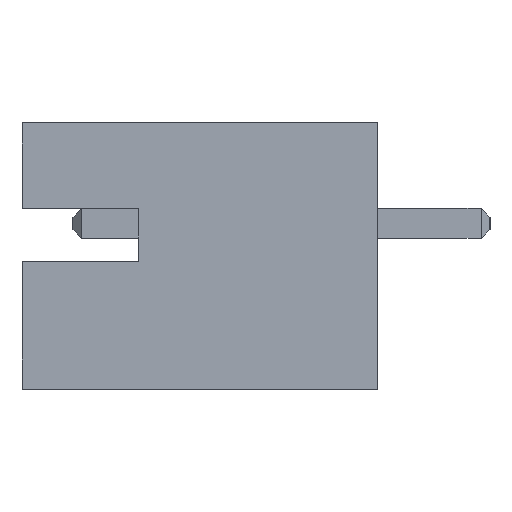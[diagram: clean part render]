
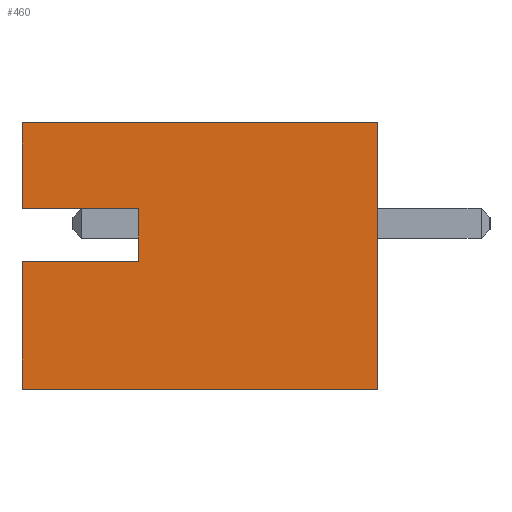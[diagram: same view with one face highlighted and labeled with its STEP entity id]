
A CAD part, left-side view. The second image highlights one B-rep face of the part: STEP entity #460.
In plain terms, the highlighted planar face has unit normal (-1, 0, 0).
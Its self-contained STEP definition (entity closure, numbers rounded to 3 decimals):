
#254 = ORIENTED_EDGE ( 'NONE', *, *, #3059, .T. ) ;
#266 = CARTESIAN_POINT ( 'NONE',  ( -8., 6., 2.25 ) ) ;
#343 = CARTESIAN_POINT ( 'NONE',  ( -8., 0., -2.25 ) ) ;
#344 = VECTOR ( 'NONE', #1568, 1000. ) ;
#364 = VERTEX_POINT ( 'NONE', #266 ) ;
#460 = ADVANCED_FACE ( 'NONE', ( #4257 ), #5436, .F. ) ;
#608 = EDGE_CURVE ( 'NONE', #1367, #4051, #5951, .T. ) ;
#706 = VECTOR ( 'NONE', #2520, 1000. ) ;
#774 = DIRECTION ( 'NONE',  ( 0., -1., 0. ) ) ;
#875 = LINE ( 'NONE', #343, #3967 ) ;
#1061 = CARTESIAN_POINT ( 'NONE',  ( -8., 6., -2.25 ) ) ;
#1159 = DIRECTION ( 'NONE',  ( 0., 0., 1. ) ) ;
#1201 = CARTESIAN_POINT ( 'NONE',  ( -8., 0., 2.25 ) ) ;
#1251 = VECTOR ( 'NONE', #5588, 1000. ) ;
#1286 = DIRECTION ( 'NONE',  ( 0., 0., -1. ) ) ;
#1298 = CARTESIAN_POINT ( 'NONE',  ( -8., 6., 0.8 ) ) ;
#1359 = CARTESIAN_POINT ( 'NONE',  ( -8., 6., -2.25 ) ) ;
#1367 = VERTEX_POINT ( 'NONE', #5055 ) ;
#1380 = CARTESIAN_POINT ( 'NONE',  ( -8., 6., 0.8 ) ) ;
#1523 = LINE ( 'NONE', #5735, #706 ) ;
#1568 = DIRECTION ( 'NONE',  ( 0., 0., 1. ) ) ;
#1602 = ORIENTED_EDGE ( 'NONE', *, *, #5176, .F. ) ;
#1823 = EDGE_CURVE ( 'NONE', #364, #5897, #4136, .T. ) ;
#1880 = VERTEX_POINT ( 'NONE', #1298 ) ;
#2000 = ORIENTED_EDGE ( 'NONE', *, *, #4635, .F. ) ;
#2113 = VECTOR ( 'NONE', #774, 1000. ) ;
#2367 = EDGE_CURVE ( 'NONE', #3163, #4587, #3995, .T. ) ;
#2369 = LINE ( 'NONE', #1380, #2448 ) ;
#2448 = VECTOR ( 'NONE', #4286, 1000. ) ;
#2520 = DIRECTION ( 'NONE',  ( 0., -1., 0. ) ) ;
#2582 = ORIENTED_EDGE ( 'NONE', *, *, #2367, .F. ) ;
#2685 = ORIENTED_EDGE ( 'NONE', *, *, #1823, .F. ) ;
#3059 = EDGE_CURVE ( 'NONE', #5345, #5897, #875, .T. ) ;
#3107 = CARTESIAN_POINT ( 'NONE',  ( -8., 6., -2.25 ) ) ;
#3130 = CARTESIAN_POINT ( 'NONE',  ( -8., 6., -2.25 ) ) ;
#3163 = VERTEX_POINT ( 'NONE', #1359 ) ;
#3174 = EDGE_CURVE ( 'NONE', #3163, #5345, #3251, .T. ) ;
#3251 = LINE ( 'NONE', #4648, #1251 ) ;
#3596 = ORIENTED_EDGE ( 'NONE', *, *, #608, .F. ) ;
#3598 = CARTESIAN_POINT ( 'NONE',  ( -8., 0., -2.25 ) ) ;
#3651 = DIRECTION ( 'NONE',  ( 0., 0., 1. ) ) ;
#3741 = VECTOR ( 'NONE', #4633, 1000. ) ;
#3751 = CARTESIAN_POINT ( 'NONE',  ( -8., 6., -0.09 ) ) ;
#3894 = EDGE_LOOP ( 'NONE', ( #3596, #2000, #2582, #4961, #254, #2685, #1602, #5486 ) ) ;
#3957 = AXIS2_PLACEMENT_3D ( 'NONE', #3130, #5468, #1286 ) ;
#3967 = VECTOR ( 'NONE', #3651, 1000. ) ;
#3995 = LINE ( 'NONE', #3107, #4660 ) ;
#4051 = VERTEX_POINT ( 'NONE', #4656 ) ;
#4136 = LINE ( 'NONE', #4996, #2113 ) ;
#4197 = CARTESIAN_POINT ( 'NONE',  ( -8., 4.04, 0.8 ) ) ;
#4257 = FACE_OUTER_BOUND ( 'NONE', #3894, .T. ) ;
#4286 = DIRECTION ( 'NONE',  ( 0., 1., 0. ) ) ;
#4587 = VERTEX_POINT ( 'NONE', #3751 ) ;
#4618 = LINE ( 'NONE', #1061, #344 ) ;
#4633 = DIRECTION ( 'NONE',  ( 0., 0., 1. ) ) ;
#4635 = EDGE_CURVE ( 'NONE', #4587, #1367, #1523, .T. ) ;
#4648 = CARTESIAN_POINT ( 'NONE',  ( -8., 6., -2.25 ) ) ;
#4656 = CARTESIAN_POINT ( 'NONE',  ( -8., 4.04, 0.8 ) ) ;
#4660 = VECTOR ( 'NONE', #1159, 1000. ) ;
#4961 = ORIENTED_EDGE ( 'NONE', *, *, #3174, .T. ) ;
#4996 = CARTESIAN_POINT ( 'NONE',  ( -8., 6., 2.25 ) ) ;
#4998 = EDGE_CURVE ( 'NONE', #4051, #1880, #2369, .T. ) ;
#5055 = CARTESIAN_POINT ( 'NONE',  ( -8., 4.04, -0.09 ) ) ;
#5176 = EDGE_CURVE ( 'NONE', #1880, #364, #4618, .T. ) ;
#5345 = VERTEX_POINT ( 'NONE', #3598 ) ;
#5436 = PLANE ( 'NONE',  #3957 ) ;
#5468 = DIRECTION ( 'NONE',  ( 1., 0., 0. ) ) ;
#5486 = ORIENTED_EDGE ( 'NONE', *, *, #4998, .F. ) ;
#5588 = DIRECTION ( 'NONE',  ( 0., -1., 0. ) ) ;
#5735 = CARTESIAN_POINT ( 'NONE',  ( -8., 6., -0.09 ) ) ;
#5897 = VERTEX_POINT ( 'NONE', #1201 ) ;
#5951 = LINE ( 'NONE', #4197, #3741 ) ;
